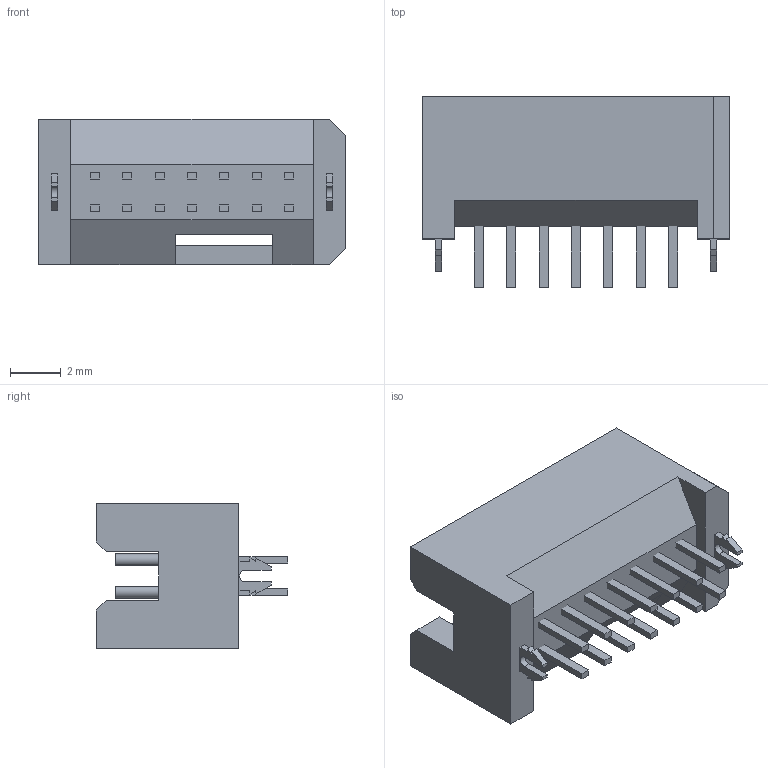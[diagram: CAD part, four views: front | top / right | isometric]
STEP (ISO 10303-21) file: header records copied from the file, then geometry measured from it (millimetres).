
FILE_DESCRIPTION(/* description */ ('STEP AP214'),/* implementation_level */ '2;1');
FILE_NAME(/* name */ 'TFML-107-01-L-D-LC',/* time_stamp */ '2024-10-21T23:55:59+02:00',/* author */ ('License CC BY-ND 4.0'),/* organization */ ('CADENAS'),/* preprocessor_version */ 'ST-DEVELOPER v19.3',/* originating_system */ 'PARTsolutions',/* authorisation */ ' ');
FILE_SCHEMA (('AUTOMOTIVE_DESIGN {1 0 10303 214 3 1 1}'));
Length unit declared in the file: inch
Products named in the file (4): TFML-107-01-L-D-LC; TFML-107-01-L-D-LC_terminal; TFML-107-01-L-D-L_pins; TFML-107-01-L-D-L-2_pins
Assembly tree (3 placements, depth 2):
  TFML-107-01-L-D-LC
    TFML-107-01-L-D-LC_terminal
    TFML-107-01-L-D-L_pins
    TFML-107-01-L-D-L-2_pins
Bounding box: 12.06 x 7.49 x 5.71 mm (x, y, z)
Volume: 198.8 mm3; surface area: 620.4 mm2
Topology: 3 solids, 3 shells, 187 faces, 463 edges, 310 vertices
Faces by surface type: plane 171, cylinder 16
Full cylindrical faces by diameter (mm): 0.457 x14
Entity records: 5374 total; most frequent: CARTESIAN_POINT 922, ORIENTED_EDGE 870, DIRECTION 849, EDGE_CURVE 435, LINE 403, VECTOR 403, VERTEX_POINT 296, EDGE_LOOP 231
